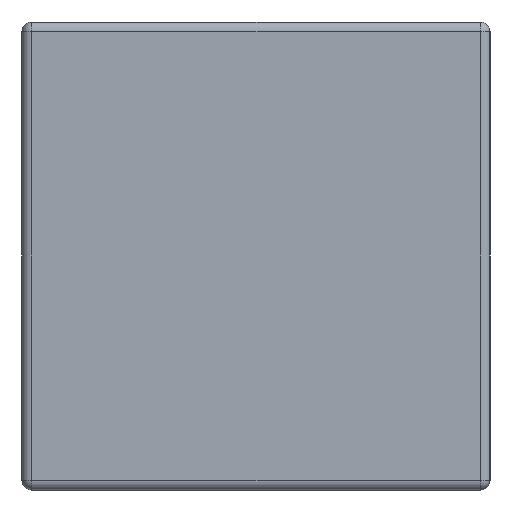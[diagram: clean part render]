
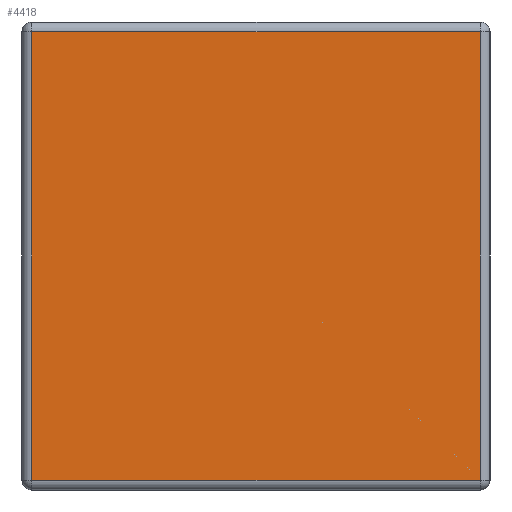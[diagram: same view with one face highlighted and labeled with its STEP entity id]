
A CAD part, left-side view. The second image highlights one B-rep face of the part: STEP entity #4418.
In plain terms, the highlighted planar face has unit normal (-1, 0, 0).
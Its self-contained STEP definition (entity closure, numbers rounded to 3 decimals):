
#261 = CARTESIAN_POINT ( 'NONE',  ( 0., 0.041, -1.909 ) ) ;
#297 = VERTEX_POINT ( 'NONE', #2403 ) ;
#301 = LINE ( 'NONE', #4366, #618 ) ;
#518 = EDGE_CURVE ( 'NONE', #755, #784, #3000, .T. ) ;
#537 = AXIS2_PLACEMENT_3D ( 'NONE', #1776, #3625, #628 ) ;
#618 = VECTOR ( 'NONE', #2328, 1000. ) ;
#628 = DIRECTION ( 'NONE',  ( 0., 0., 1. ) ) ;
#697 = VECTOR ( 'NONE', #3392, 1000. ) ;
#755 = VERTEX_POINT ( 'NONE', #261 ) ;
#784 = VERTEX_POINT ( 'NONE', #3069 ) ;
#810 = VERTEX_POINT ( 'NONE', #4135 ) ;
#1072 = EDGE_CURVE ( 'NONE', #784, #810, #301, .T. ) ;
#1314 = FACE_OUTER_BOUND ( 'NONE', #3645, .T. ) ;
#1512 = EDGE_CURVE ( 'NONE', #810, #297, #3347, .T. ) ;
#1776 = CARTESIAN_POINT ( 'NONE',  ( 0., 0., 0. ) ) ;
#2110 = VECTOR ( 'NONE', #2556, 1000. ) ;
#2152 = ORIENTED_EDGE ( 'NONE', *, *, #3464, .T. ) ;
#2328 = DIRECTION ( 'NONE',  ( 0., 1., 0. ) ) ;
#2403 = CARTESIAN_POINT ( 'NONE',  ( 0., 1.909, -1.909 ) ) ;
#2556 = DIRECTION ( 'NONE',  ( 0., -1., 0. ) ) ;
#3000 = LINE ( 'NONE', #3405, #3091 ) ;
#3057 = CARTESIAN_POINT ( 'NONE',  ( 0., 1.909, -1.95 ) ) ;
#3069 = CARTESIAN_POINT ( 'NONE',  ( 0., 0.041, -0.041 ) ) ;
#3091 = VECTOR ( 'NONE', #3367, 1000. ) ;
#3184 = PLANE ( 'NONE',  #537 ) ;
#3347 = LINE ( 'NONE', #3057, #697 ) ;
#3367 = DIRECTION ( 'NONE',  ( 0., 0., 1. ) ) ;
#3392 = DIRECTION ( 'NONE',  ( 0., 0., -1. ) ) ;
#3405 = CARTESIAN_POINT ( 'NONE',  ( 0., 0.041, 0. ) ) ;
#3409 = ORIENTED_EDGE ( 'NONE', *, *, #1072, .T. ) ;
#3464 = EDGE_CURVE ( 'NONE', #297, #755, #4204, .T. ) ;
#3625 = DIRECTION ( 'NONE',  ( -1., 0., 0. ) ) ;
#3645 = EDGE_LOOP ( 'NONE', ( #2152, #4755, #3409, #4281 ) ) ;
#4135 = CARTESIAN_POINT ( 'NONE',  ( 0., 1.909, -0.041 ) ) ;
#4204 = LINE ( 'NONE', #4400, #2110 ) ;
#4281 = ORIENTED_EDGE ( 'NONE', *, *, #1512, .T. ) ;
#4366 = CARTESIAN_POINT ( 'NONE',  ( 0., 1.95, -0.041 ) ) ;
#4400 = CARTESIAN_POINT ( 'NONE',  ( 0., 0., -1.909 ) ) ;
#4418 = ADVANCED_FACE ( 'NONE', ( #1314 ), #3184, .T. ) ;
#4755 = ORIENTED_EDGE ( 'NONE', *, *, #518, .T. ) ;
